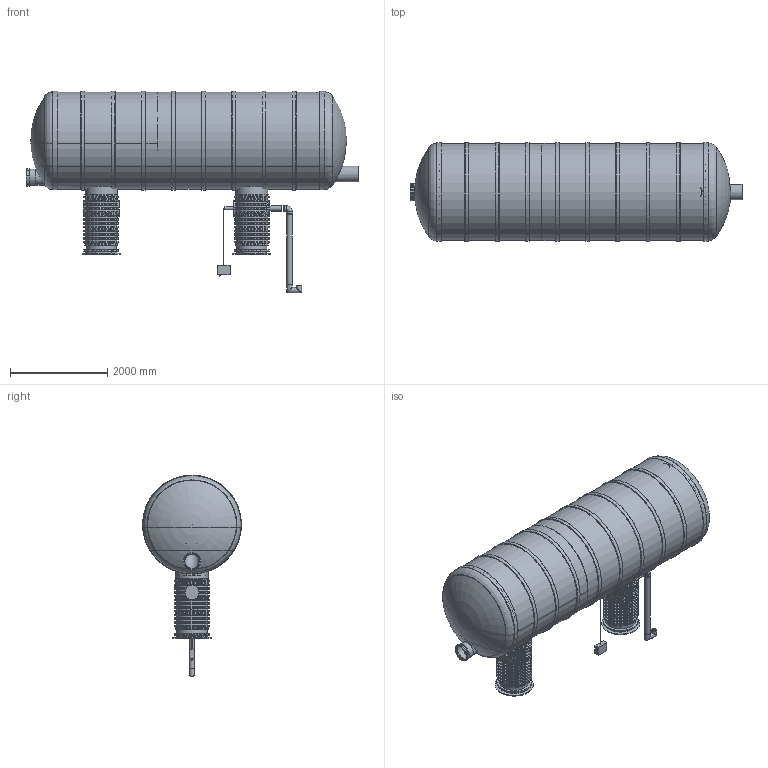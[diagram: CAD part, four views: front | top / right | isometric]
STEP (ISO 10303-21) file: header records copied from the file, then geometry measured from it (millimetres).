
FILE_DESCRIPTION(/* description */ ('Unknown'),/* implementation_level */ '2;1');
FILE_NAME(/* name */ 'II klassi õlieraldaja NS40',/* time_stamp */ '2023-04-11T13:48:35+03:00',/* author */ ('Unknown'),/* organization */ ('Unknown'),/* preprocessor_version */ 'ST-DEVELOPER v18.1',/* originating_system */ 'Solid Edge',/* authorisation */ 'Unknown');
FILE_SCHEMA (('AUTOMOTIVE_DESIGN {1 0 10303 214 3 1 1}'));
Length unit declared in the file: millimetre
Products named in the file (34): II klassi eraldaja NS40; 2263.001_mahuti ots1; 2263.002; 2263.003_mahuti ots 2; Ribi2000; Muhvtoru D315; Ribi loikega2; Kasulik_maht_2263.000; Polv D315; Ribi loikega; 2263.004; 2263.005; 2263.006; Olikihi maht; 2263.007; Sette maht; Malmluuk_D600_(Ginmika); Malmluugi_korpus_D600_(Ginmika); Malmluugi_kaan_D600_(Ginmika); 2703.001; 2697.001 tihend teeninduskaevule 670_var2; 2693.001_var3; D665 KP silinder 26.04.19; RoundTubing 63x4.7_oa_0; RoundTubing 110x6.6_oa_1; Ujuk_oa_2; Ujuk_oa_3; Ujuk_oa_4; RoundTubing 25x2.3_oa_5; PE_vent_malm_L=1500; PVC_polv_110; PE venttoru DN100 L=1500; Rotoventiots; elektrikarp loikefotole
Assembly tree (46 placements, depth 3):
  II klassi eraldaja NS40
    2263.001_mahuti ots1
    2263.002
    2263.003_mahuti ots 2
    Ribi2000  x6
    Muhvtoru D315
    Ribi loikega2
    Kasulik_maht_2263.000
    Polv D315  x2
    Ribi loikega
    2263.004
    2263.005
    2263.006
    Olikihi maht
    2263.007
    Sette maht
    Malmluuk_D600_(Ginmika)  x2
      Malmluugi_korpus_D600_(Ginmika)
      Malmluugi_kaan_D600_(Ginmika)
    2703.001  x2
    2697.001 tihend teeninduskaevule 670_var2  x4
    2693.001_var3  x2
    D665 KP silinder 26.04.19  x2
    RoundTubing 63x4.7_oa_0
    RoundTubing 110x6.6_oa_1
    Ujuk_oa_2
    Ujuk_oa_3
    Ujuk_oa_4
    RoundTubing 25x2.3_oa_5
    PE_vent_malm_L=1500
      PVC_polv_110
      PE venttoru DN100 L=1500
      Rotoventiots
    elektrikarp loikefotole
Bounding box: 6841 x 2036 x 4152.44 mm (x, y, z)
Volume: 21898273253 mm3; surface area: 221940815.4 mm2
Topology: 49 solids, 51 shells, 1249 faces, 2891 edges, 1888 vertices
Faces by surface type: plane 481, cylinder 383, torus 281, cone 52, bspline 46, sphere 6
Full cylindrical faces by diameter (mm): 6 x2, 8.5 x3, 10 x31, 20 x1, 20.4 x1, 25 x1, 53.6 x1, 63 x1, 96.8 x1, 100 x2, 103.2 x3, 105 x1, 110 x9, 120 x2, 130 x2, 294 x1, 314 x1, 315 x15, 333 x8, 334 x2, 346 x1, 347 x4, 366 x1, 367 x4, 595 x2, 600 x4, 609 x2, 610 x2, 615 x4, 625 x6
Entity records: 26306 total; most frequent: CARTESIAN_POINT 11217, DIRECTION 2968, ORIENTED_EDGE 2470, AXIS2_PLACEMENT_3D 1332, EDGE_CURVE 1235, FACE_BOUND 1133, EDGE_LOOP 1131, VERTEX_POINT 948
